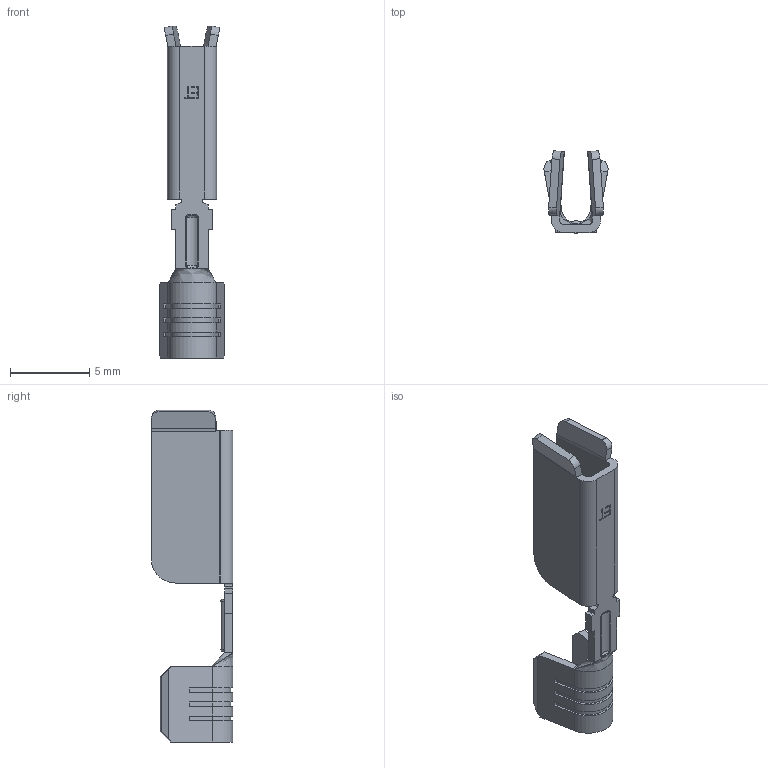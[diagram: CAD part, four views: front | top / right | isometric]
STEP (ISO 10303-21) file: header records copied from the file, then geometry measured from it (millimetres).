
FILE_DESCRIPTION (( 'STEP AP203' ), '1' );
FILE_NAME ('14329.STEP', '2015-02-23T19:41:18', ( '' ), ( '' ), 'SwSTEP 2.0', 'SolidWorks 2014', '' );
FILE_SCHEMA (( 'CONFIG_CONTROL_DESIGN' ));
Length unit declared in the file: inch
Products named in the file (1): 14329
Bounding box: 4.06 x 5.15 x 20.95 mm (x, y, z)
Volume: 92.2 mm3; surface area: 417.7 mm2
Topology: 1 solids, 1 shells, 168 faces, 461 edges, 298 vertices
Faces by surface type: plane 108, cylinder 42, bspline 14, torus 4
Entity records: 5630 total; most frequent: CARTESIAN_POINT 1318, ORIENTED_EDGE 922, DIRECTION 833, EDGE_CURVE 461, VECTOR 343, LINE 343, VERTEX_POINT 298, AXIS2_PLACEMENT_3D 245
